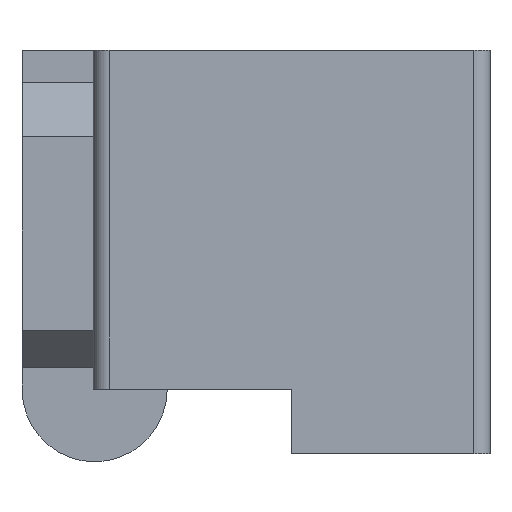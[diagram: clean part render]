
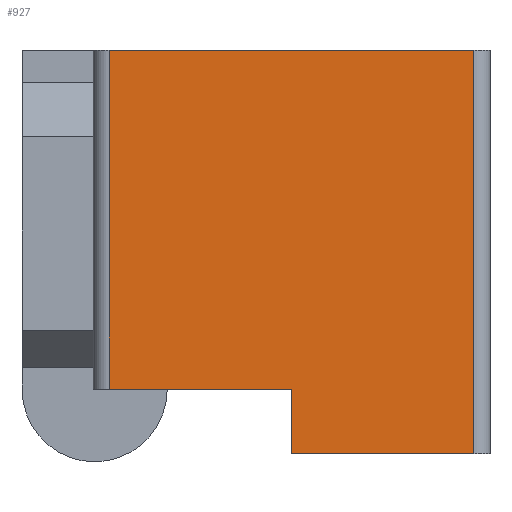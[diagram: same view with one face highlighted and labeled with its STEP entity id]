
A CAD part, left-side view. The second image highlights one B-rep face of the part: STEP entity #927.
In plain terms, the highlighted planar face has unit normal (-1, 0, 0).
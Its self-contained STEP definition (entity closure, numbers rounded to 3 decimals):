
#205=DIRECTION('',(0.,-1.,0.));
#206=VECTOR('',#205,1.13);
#207=CARTESIAN_POINT('',(-1.,0.565,0.));
#208=LINE('',#207,#206);
#254=DIRECTION('',(0.,-1.,0.));
#255=VECTOR('',#254,0.565);
#256=CARTESIAN_POINT('',(-1.,0.,-1.25));
#257=LINE('',#256,#255);
#302=DIRECTION('',(0.,0.,1.));
#303=VECTOR('',#302,0.2);
#304=CARTESIAN_POINT('',(-1.,0.,-1.25));
#305=LINE('',#304,#303);
#306=DIRECTION('',(0.,-1.,0.));
#307=VECTOR('',#306,0.565);
#308=CARTESIAN_POINT('',(-1.,0.565,-1.05));
#309=LINE('',#308,#307);
#310=DIRECTION('',(0.,0.,-1.));
#311=VECTOR('',#310,1.05);
#312=CARTESIAN_POINT('',(-1.,0.565,0.));
#313=LINE('',#312,#311);
#584=DIRECTION('',(0.,0.,-1.));
#585=VECTOR('',#584,1.25);
#586=CARTESIAN_POINT('',(-1.,-0.565,0.));
#587=LINE('',#586,#585);
#605=CARTESIAN_POINT('',(-1.,0.565,0.));
#607=VERTEX_POINT('',#605);
#608=CARTESIAN_POINT('',(-1.,-0.565,0.));
#609=VERTEX_POINT('',#608);
#632=CARTESIAN_POINT('',(-1.,-0.565,-1.25));
#634=VERTEX_POINT('',#632);
#648=CARTESIAN_POINT('',(-1.,0.,-1.25));
#650=VERTEX_POINT('',#648);
#661=CARTESIAN_POINT('',(-1.,0.565,-1.05));
#663=VERTEX_POINT('',#661);
#664=CARTESIAN_POINT('',(-1.,0.,-1.05));
#665=VERTEX_POINT('',#664);
#911=CARTESIAN_POINT('',(-1.,0.565,0.));
#912=DIRECTION('',(-1.,0.,0.));
#913=DIRECTION('',(0.,-1.,0.));
#914=AXIS2_PLACEMENT_3D('',#911,#912,#913);
#915=PLANE('',#914);
#916=ORIENTED_EDGE('',*,*,#863,.T.);
#918=ORIENTED_EDGE('',*,*,#917,.F.);
#920=ORIENTED_EDGE('',*,*,#919,.F.);
#921=ORIENTED_EDGE('',*,*,#773,.T.);
#923=ORIENTED_EDGE('',*,*,#922,.T.);
#924=ORIENTED_EDGE('',*,*,#890,.F.);
#925=EDGE_LOOP('',(#916,#918,#920,#921,#923,#924));
#926=FACE_OUTER_BOUND('',#925,.F.);
#773=EDGE_CURVE('',#607,#609,#208,.T.);
#863=EDGE_CURVE('',#650,#665,#305,.T.);
#890=EDGE_CURVE('',#650,#634,#257,.T.);
#917=EDGE_CURVE('',#663,#665,#309,.T.);
#919=EDGE_CURVE('',#607,#663,#313,.T.);
#922=EDGE_CURVE('',#609,#634,#587,.T.);
#927=ADVANCED_FACE('',(#926),#915,.T.);
